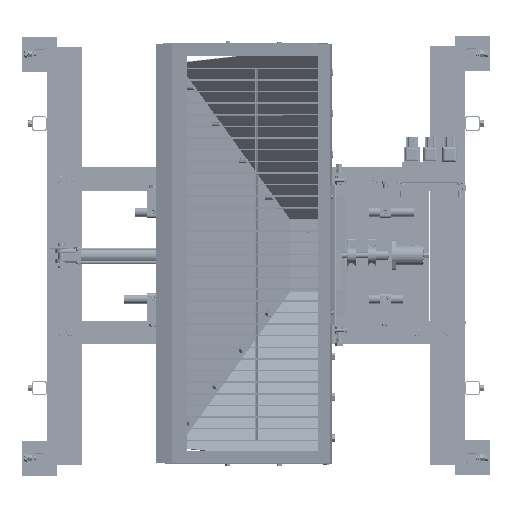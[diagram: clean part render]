
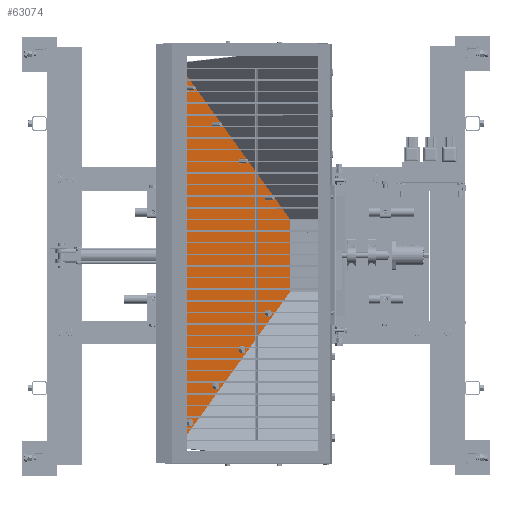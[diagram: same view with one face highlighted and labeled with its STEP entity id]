
A CAD part, top view. The second image highlights one B-rep face of the part: STEP entity #63074.
In plain terms, the highlighted face is planar.
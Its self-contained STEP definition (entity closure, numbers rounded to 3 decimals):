
#4255=CIRCLE('',#67622,12.7);
#4257=CIRCLE('',#67625,12.7);
#4259=CIRCLE('',#67628,12.7);
#4261=CIRCLE('',#67631,12.7);
#4263=CIRCLE('',#67634,12.7);
#4265=CIRCLE('',#67637,12.7);
#4267=CIRCLE('',#67640,12.7);
#4269=CIRCLE('',#67643,12.7);
#29294=VERTEX_POINT('',#100471);
#29295=VERTEX_POINT('',#100472);
#29298=VERTEX_POINT('',#100480);
#29300=VERTEX_POINT('',#100486);
#29302=VERTEX_POINT('',#100495);
#29304=VERTEX_POINT('',#100500);
#29306=VERTEX_POINT('',#100505);
#29308=VERTEX_POINT('',#100510);
#29310=VERTEX_POINT('',#100515);
#29312=VERTEX_POINT('',#100520);
#29314=VERTEX_POINT('',#100525);
#29316=VERTEX_POINT('',#100530);
#32552=VECTOR('',#78281,1.);
#32556=VECTOR('',#78286,1.);
#32559=VECTOR('',#78290,1.);
#32562=VECTOR('',#78294,1.);
#35784=LINE('',#100470,#32552);
#35788=LINE('',#100479,#32556);
#35791=LINE('',#100485,#32559);
#35794=LINE('',#100491,#32562);
#41427=EDGE_CURVE('',#29294,#29295,#35784,.T.);
#41431=EDGE_CURVE('',#29295,#29298,#35788,.T.);
#41434=EDGE_CURVE('',#29298,#29300,#35791,.T.);
#41437=EDGE_CURVE('',#29300,#29294,#35794,.T.);
#41439=EDGE_CURVE('',#29302,#29302,#4255,.T.);
#41441=EDGE_CURVE('',#29304,#29304,#4257,.T.);
#41443=EDGE_CURVE('',#29306,#29306,#4259,.T.);
#41445=EDGE_CURVE('',#29308,#29308,#4261,.T.);
#41447=EDGE_CURVE('',#29310,#29310,#4263,.T.);
#41449=EDGE_CURVE('',#29312,#29312,#4265,.T.);
#41451=EDGE_CURVE('',#29314,#29314,#4267,.T.);
#41453=EDGE_CURVE('',#29316,#29316,#4269,.T.);
#52339=ORIENTED_EDGE('',*,*,#41453,.F.);
#52340=ORIENTED_EDGE('',*,*,#41451,.F.);
#52341=ORIENTED_EDGE('',*,*,#41449,.F.);
#52342=ORIENTED_EDGE('',*,*,#41447,.F.);
#52343=ORIENTED_EDGE('',*,*,#41445,.F.);
#52344=ORIENTED_EDGE('',*,*,#41443,.F.);
#52345=ORIENTED_EDGE('',*,*,#41441,.F.);
#52346=ORIENTED_EDGE('',*,*,#41439,.F.);
#52347=ORIENTED_EDGE('',*,*,#41427,.F.);
#52348=ORIENTED_EDGE('',*,*,#41437,.F.);
#52349=ORIENTED_EDGE('',*,*,#41434,.F.);
#52350=ORIENTED_EDGE('',*,*,#41431,.F.);
#57081=EDGE_LOOP('',(#52339));
#57082=EDGE_LOOP('',(#52340));
#57083=EDGE_LOOP('',(#52341));
#57084=EDGE_LOOP('',(#52342));
#57085=EDGE_LOOP('',(#52343));
#57086=EDGE_LOOP('',(#52344));
#57087=EDGE_LOOP('',(#52345));
#57088=EDGE_LOOP('',(#52346));
#57089=EDGE_LOOP('',(#52347,#52348,#52349,#52350));
#60307=FACE_BOUND('',#57081,.T.);
#60308=FACE_BOUND('',#57082,.T.);
#60309=FACE_BOUND('',#57083,.T.);
#60310=FACE_BOUND('',#57084,.T.);
#60311=FACE_BOUND('',#57085,.T.);
#60312=FACE_BOUND('',#57086,.T.);
#60313=FACE_BOUND('',#57087,.T.);
#60314=FACE_BOUND('',#57088,.T.);
#60315=FACE_BOUND('',#57089,.T.);
#63074=ADVANCED_FACE('',(#60307,#60308,#60309,#60310,#60311,#60312,#60313,
#60314,#60315),#110710,.F.);
#67622=AXIS2_PLACEMENT_3D('',#100494,#78298,#78299);
#67625=AXIS2_PLACEMENT_3D('',#100499,#78304,#78305);
#67628=AXIS2_PLACEMENT_3D('',#100504,#78310,#78311);
#67631=AXIS2_PLACEMENT_3D('',#100509,#78316,#78317);
#67634=AXIS2_PLACEMENT_3D('',#100514,#78322,#78323);
#67637=AXIS2_PLACEMENT_3D('',#100519,#78328,#78329);
#67640=AXIS2_PLACEMENT_3D('',#100524,#78334,#78335);
#67643=AXIS2_PLACEMENT_3D('',#100529,#78340,#78341);
#67645=AXIS2_PLACEMENT_3D('',#100533,#78344,$);
#78281=DIRECTION('',(0.627,0.,0.779));
#78286=DIRECTION('',(1.,0.,0.));
#78290=DIRECTION('',(0.627,0.,-0.779));
#78294=DIRECTION('',(-1.,0.,0.));
#78298=DIRECTION('',(0.,-1.,0.));
#78299=DIRECTION('',(12.7,0.,0.));
#78304=DIRECTION('',(0.,-1.,0.));
#78305=DIRECTION('',(12.7,0.,0.));
#78310=DIRECTION('',(0.,-1.,0.));
#78311=DIRECTION('',(12.7,0.,0.));
#78316=DIRECTION('',(0.,-1.,0.));
#78317=DIRECTION('',(12.7,0.,0.));
#78322=DIRECTION('',(0.,-1.,0.));
#78323=DIRECTION('',(12.7,0.,0.));
#78328=DIRECTION('',(0.,-1.,0.));
#78329=DIRECTION('',(12.7,0.,0.));
#78334=DIRECTION('',(0.,-1.,0.));
#78335=DIRECTION('',(12.7,0.,0.));
#78340=DIRECTION('',(0.,-1.,0.));
#78341=DIRECTION('',(12.7,0.,0.));
#78344=DIRECTION('',(0.,1.,0.));
#100470=CARTESIAN_POINT('',(-0.064,0.,0.091));
#100471=CARTESIAN_POINT('',(-681.038,0.,-845.729));
#100472=CARTESIAN_POINT('',(-0.064,0.,0.091));
#100479=CARTESIAN_POINT('',(317.437,0.,0.091));
#100480=CARTESIAN_POINT('',(317.437,0.,0.091));
#100485=CARTESIAN_POINT('',(998.665,0.,-845.729));
#100486=CARTESIAN_POINT('',(998.665,0.,-845.729));
#100491=CARTESIAN_POINT('',(-681.038,0.,-845.729));
#100494=CARTESIAN_POINT('',(570.683,0.,-375.083));
#100495=CARTESIAN_POINT('',(583.383,0.,-375.083));
#100499=CARTESIAN_POINT('',(730.006,0.,-572.901));
#100500=CARTESIAN_POINT('',(742.706,0.,-572.901));
#100504=CARTESIAN_POINT('',(889.33,0.,-770.719));
#100505=CARTESIAN_POINT('',(902.03,0.,-770.719));
#100509=CARTESIAN_POINT('',(-93.854,0.,-177.158));
#100510=CARTESIAN_POINT('',(-81.154,0.,-177.158));
#100514=CARTESIAN_POINT('',(-253.141,0.,-375.005));
#100515=CARTESIAN_POINT('',(-240.441,0.,-375.005));
#100519=CARTESIAN_POINT('',(-412.429,0.,-572.852));
#100520=CARTESIAN_POINT('',(-399.729,0.,-572.852));
#100524=CARTESIAN_POINT('',(-571.717,0.,-770.699));
#100525=CARTESIAN_POINT('',(-559.017,0.,-770.699));
#100529=CARTESIAN_POINT('',(411.359,0.,-177.265));
#100530=CARTESIAN_POINT('',(424.059,0.,-177.265));
#100533=CARTESIAN_POINT('',(158.79,0.,-560.999));
#110710=PLANE('',#67645);
